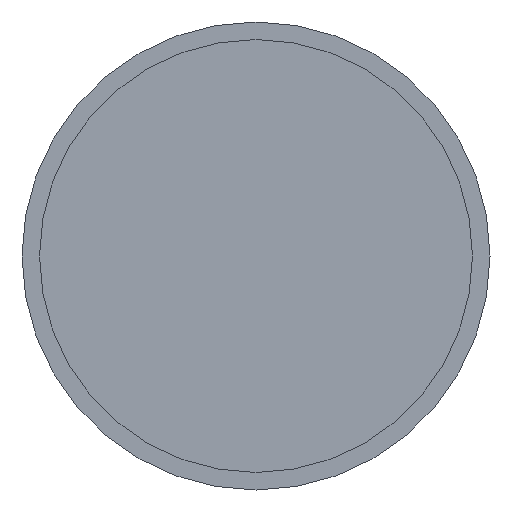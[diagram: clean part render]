
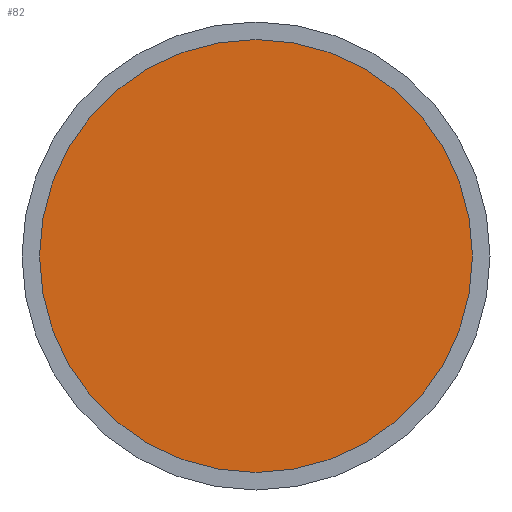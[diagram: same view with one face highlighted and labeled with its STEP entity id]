
A CAD part, front view. The second image highlights one B-rep face of the part: STEP entity #82.
In plain terms, the highlighted planar face has unit normal (0, -1, 0).
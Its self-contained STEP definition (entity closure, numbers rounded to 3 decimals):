
#82 = ADVANCED_FACE( '', ( #172 ), #173, .F. );
#172 = FACE_OUTER_BOUND( '', #293, .T. );
#173 = PLANE( '', #294 );
#293 = EDGE_LOOP( '', ( #435 ) );
#294 = AXIS2_PLACEMENT_3D( '', #436, #437, #438 );
#435 = ORIENTED_EDGE( '', *, *, #490, .T. );
#436 = CARTESIAN_POINT( '', ( 46.25, 3., 0. ) );
#437 = DIRECTION( '', ( 0., 1., 0. ) );
#438 = DIRECTION( '', ( 0., 0., 1. ) );
#490 = EDGE_CURVE( '', #562, #562, #563, .T. );
#562 = VERTEX_POINT( '', #659 );
#563 = CIRCLE( '', #660, 46.25 );
#659 = CARTESIAN_POINT( '', ( 0., 3., -46.25 ) );
#660 = AXIS2_PLACEMENT_3D( '', #724, #725, #726 );
#724 = CARTESIAN_POINT( '', ( 0., 3., 0. ) );
#725 = DIRECTION( '', ( 0., -1., 0. ) );
#726 = DIRECTION( '', ( 0., 0., -1. ) );
